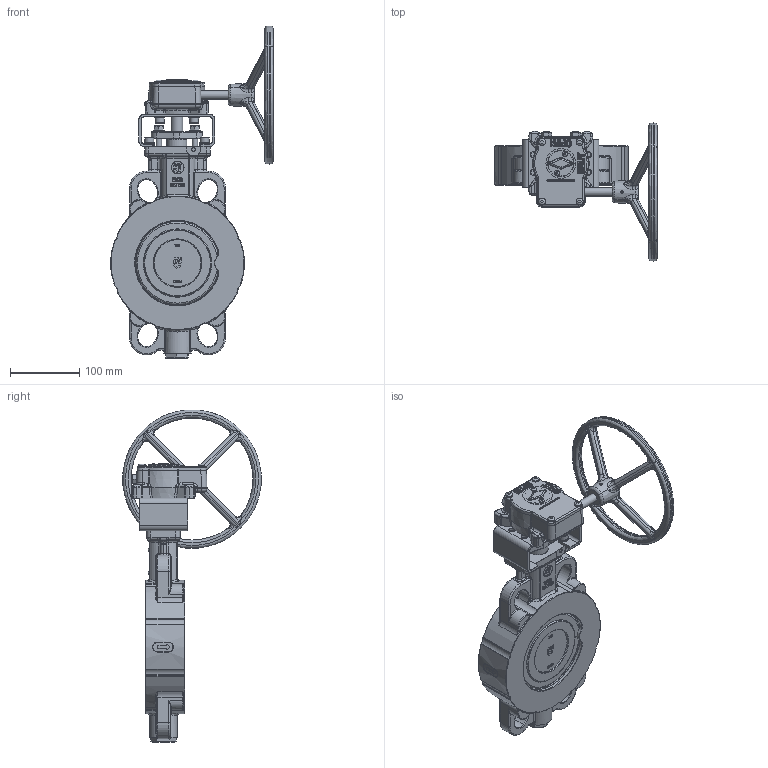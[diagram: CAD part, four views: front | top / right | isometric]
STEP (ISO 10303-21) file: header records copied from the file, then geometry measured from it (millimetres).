
FILE_DESCRIPTION(('HOOPS Exchange Step'),'2;1');
FILE_NAME('AK11_DN125_PN10-40-ANSI150-300_Getriebe.stp','2024-11-22T09:58:09+01:00',('nieru'),('Unknown organisation'),'HOOPS Exchange 2024.2','HOOPS Exchange','Unknown authorisation');
FILE_SCHEMA( ('AP203_CONFIGURATION_CONTROLLED_3D_DESIGN_OF_MECHANICAL_PARTS_AND_ASSEMBLIES_MIM_LF') );
Length unit declared in the file: millimetre
Products named in the file (9): 0; root
Assembly tree (8 placements, depth 4):
  root
    0
    0
      0
        0
      0
        0
      0
        0
Bounding box: 234.72 x 199.24 x 479.12 mm (x, y, z)
Volume: 1951101.6 mm3; surface area: 365379 mm2
Topology: 58 solids, 58 shells, 3727 faces, 9052 edges, 5350 vertices
Faces by surface type: bspline 1474, cylinder 969, plane 715, cone 238, torus 194, sphere 137
Full cylindrical faces by diameter (mm): 2.956 x1, 4 x1, 5 x1, 6.647 x4, 6.8 x2, 7.6 x2, 8 x12, 8.376 x4, 8.589 x2, 9 x14, 10 x4, 12 x2, 13 x8, 13.533 x1, 14.8 x8, 15.5 x1, 16 x3, 16.82 x2, 20 x2, 21 x2, 23 x4, 23.6 x2, 29.274 x1, 30.047 x1, 38 x2, 40 x1, 43 x1, 127.001 x2, 146.12 x1
Entity records: 320446 total; most frequent: CARTESIAN_POINT 245713, ORIENTED_EDGE 17718, DIRECTION 11467, EDGE_CURVE 8859, VERTEX_POINT 5350, AXIS2_PLACEMENT_3D 4662, B_SPLINE_CURVE_WITH_KNOTS 4123, EDGE_LOOP 3901
